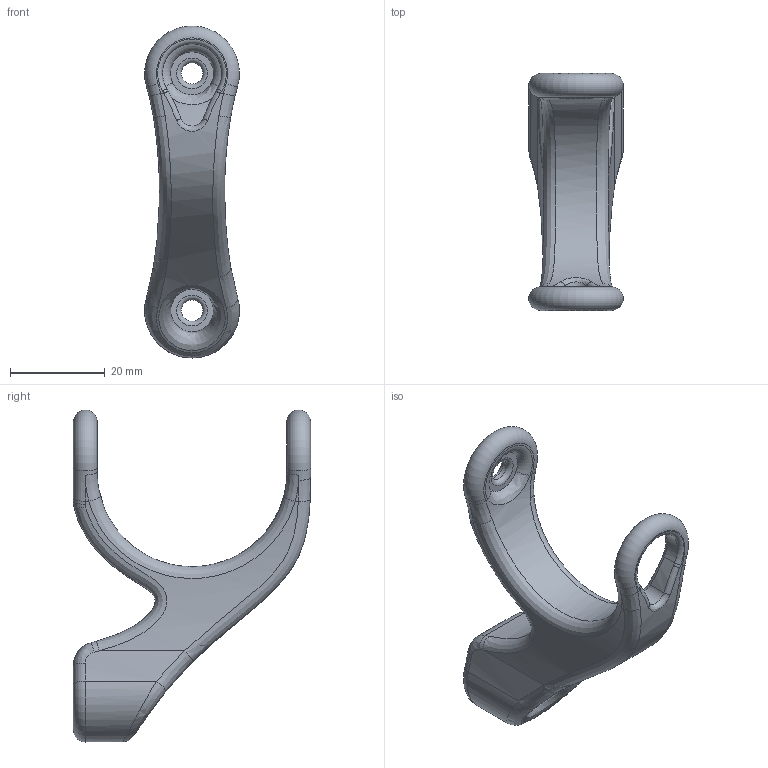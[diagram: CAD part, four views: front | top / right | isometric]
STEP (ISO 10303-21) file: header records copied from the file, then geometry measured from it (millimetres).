
FILE_DESCRIPTION(/* description */ ('STEP AP242','CAx-IF Rec.Pracs.---Representation and Presentation of Product Manufacturing Information (PMI)---4.0---2014-10-13','CAx-IF Rec.Pracs.---3D Tessellated Geometry---0.4---2014-09-14','2;1'),/* implementation_level */ '2;1');
FILE_NAME(/* name */ '6577b85fa07e9e6890117525',/* time_stamp */ '2023-12-12T01:33:20Z',/* author */ (''),/* organization */ (''),/* preprocessor_version */ 'ST-DEVELOPER v19.4',/* originating_system */ ' ',/* authorisation */ ' ');
FILE_SCHEMA (('AP242_MANAGED_MODEL_BASED_3D_ENGINEERING_MIM_LF { 1 0 10303 442 1 1 4 }'));
Length unit declared in the file: metre
Products named in the file (1): Towel Holder Lite
Bounding box: 19.99 x 50 x 70 mm (x, y, z)
Volume: 16820 mm3; surface area: 6566 mm2
Topology: 1 solids, 1 shells, 79 faces, 189 edges, 111 vertices
Faces by surface type: bspline 33, torus 20, cylinder 19, plane 7
Full cylindrical faces by diameter (mm): 4.5 x2, 9 x1
Entity records: 3216 total; most frequent: CARTESIAN_POINT 1592, ORIENTED_EDGE 362, DIRECTION 294, EDGE_CURVE 181, AXIS2_PLACEMENT_3D 136, VERTEX_POINT 111, EDGE_LOOP 92, FACE_BOUND 92
